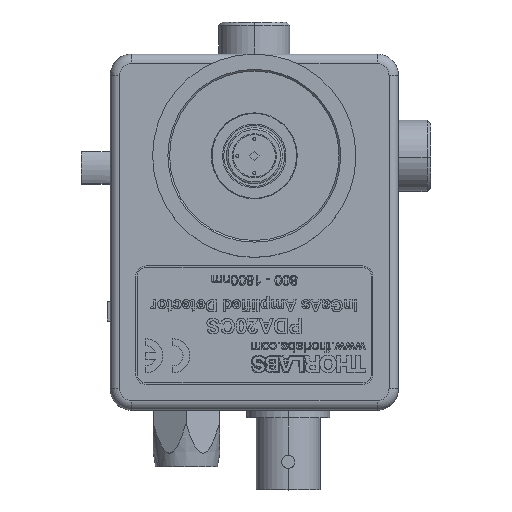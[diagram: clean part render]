
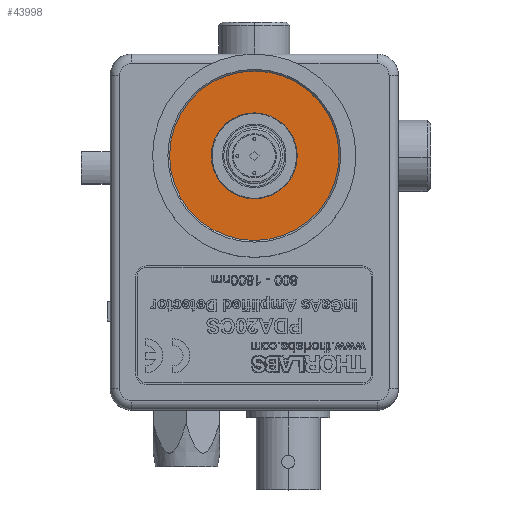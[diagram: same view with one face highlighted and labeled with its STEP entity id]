
A CAD part, top view. The second image highlights one B-rep face of the part: STEP entity #43998.
In plain terms, the highlighted planar face has unit normal (0, 0, 1).
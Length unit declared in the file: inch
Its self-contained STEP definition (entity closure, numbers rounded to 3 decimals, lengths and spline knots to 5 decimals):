
#43998 = ADVANCED_FACE ( 'NONE', ( #84555, #84540 ), #84527, .T. ) ;
#44001 = ORIENTED_EDGE ( 'NONE', *, *, #92157, .F. ) ;
#44003 = EDGE_LOOP ( 'NONE', ( #44116, #44119 ) ) ;
#44103 = EDGE_CURVE ( 'NONE', #44945, #44937, #84879, .T. ) ;
#44116 = ORIENTED_EDGE ( 'NONE', *, *, #44103, .T. ) ;
#44119 = ORIENTED_EDGE ( 'NONE', *, *, #44981, .T. ) ;
#44120 = ORIENTED_EDGE ( 'NONE', *, *, #45033, .F. ) ;
#44121 = EDGE_LOOP ( 'NONE', ( #44001, #44120 ) ) ;
#44937 = VERTEX_POINT ( 'NONE', #86775 ) ;
#44945 = VERTEX_POINT ( 'NONE', #86764 ) ;
#44954 = VERTEX_POINT ( 'NONE', #86769 ) ;
#44981 = EDGE_CURVE ( 'NONE', #44937, #44945, #86849, .T. ) ;
#45033 = EDGE_CURVE ( 'NONE', #45036, #44954, #86910, .T. ) ;
#45036 = VERTEX_POINT ( 'NONE', #86917 ) ;
#84527 = PLANE ( 'NONE',  #84557 ) ;
#84540 = FACE_OUTER_BOUND ( 'NONE', #44003, .T. ) ;
#84555 = FACE_BOUND ( 'NONE', #44121, .T. ) ;
#84557 = AXIS2_PLACEMENT_3D ( 'NONE', #84594, #84592, #84590 ) ;
#84590 = DIRECTION ( 'NONE',  ( 1., 0., 0. ) ) ;
#84592 = DIRECTION ( 'NONE',  ( 0., 0., 1. ) ) ;
#84594 = CARTESIAN_POINT ( 'NONE',  ( 0.85, 1.5, 0.88 ) ) ;
#84873 = DIRECTION ( 'NONE',  ( 1., 0., 0. ) ) ;
#84875 = DIRECTION ( 'NONE',  ( 0., 0., 1. ) ) ;
#84876 = CARTESIAN_POINT ( 'NONE',  ( 0.85, 1.5, 0.88 ) ) ;
#84877 = AXIS2_PLACEMENT_3D ( 'NONE', #84876, #84875, #84873 ) ;
#84879 = CIRCLE ( 'NONE', #84877, 0.5175 ) ;
#86764 = CARTESIAN_POINT ( 'NONE',  ( 0.3325, 1.5, 0.88 ) ) ;
#86769 = CARTESIAN_POINT ( 'NONE',  ( 1.1035, 1.5, 0.88 ) ) ;
#86775 = CARTESIAN_POINT ( 'NONE',  ( 1.3675, 1.5, 0.88 ) ) ;
#86839 = DIRECTION ( 'NONE',  ( 1., 0., 0. ) ) ;
#86840 = DIRECTION ( 'NONE',  ( 0., 0., 1. ) ) ;
#86841 = CARTESIAN_POINT ( 'NONE',  ( 0.85, 1.5, 0.88 ) ) ;
#86842 = AXIS2_PLACEMENT_3D ( 'NONE', #86841, #86840, #86839 ) ;
#86849 = CIRCLE ( 'NONE', #86842, 0.5175 ) ;
#86910 = CIRCLE ( 'NONE', #86913, 0.2535 ) ;
#86913 = AXIS2_PLACEMENT_3D ( 'NONE', #86921, #86961, #86960 ) ;
#86917 = CARTESIAN_POINT ( 'NONE',  ( 0.5965, 1.5, 0.88 ) ) ;
#86921 = CARTESIAN_POINT ( 'NONE',  ( 0.85, 1.5, 0.88 ) ) ;
#86960 = DIRECTION ( 'NONE',  ( 1., 0., 0. ) ) ;
#86961 = DIRECTION ( 'NONE',  ( 0., 0., 1. ) ) ;
#92157 = EDGE_CURVE ( 'NONE', #44954, #45036, #96772, .T. ) ;
#96772 = CIRCLE ( 'NONE', #96820, 0.2535 ) ;
#96805 = CARTESIAN_POINT ( 'NONE',  ( 0.85, 1.5, 0.88 ) ) ;
#96820 = AXIS2_PLACEMENT_3D ( 'NONE', #96805, #96864, #96863 ) ;
#96863 = DIRECTION ( 'NONE',  ( 1., 0., 0. ) ) ;
#96864 = DIRECTION ( 'NONE',  ( 0., 0., 1. ) ) ;
